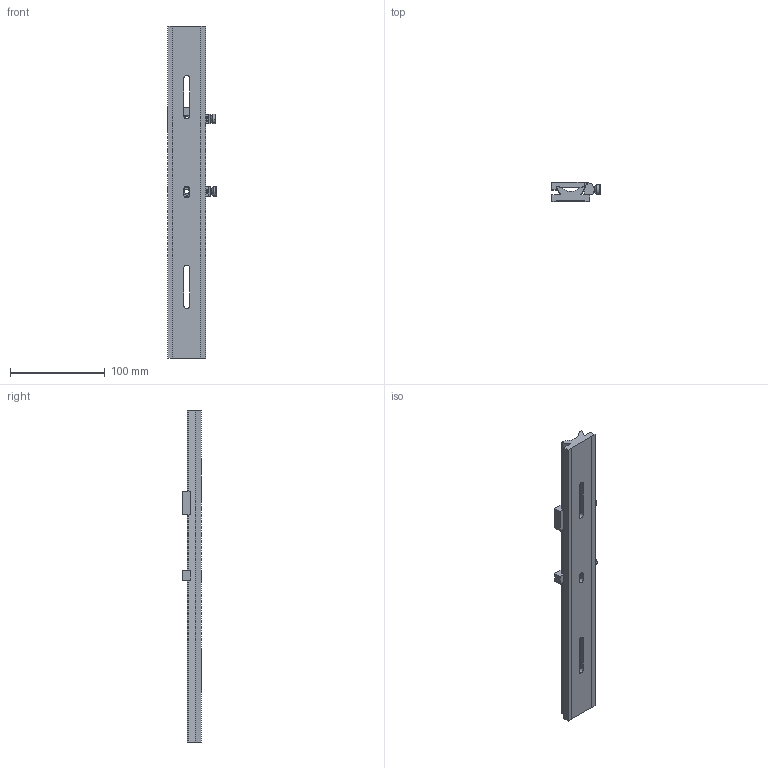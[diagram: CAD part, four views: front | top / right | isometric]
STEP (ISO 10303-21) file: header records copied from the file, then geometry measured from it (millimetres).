
FILE_DESCRIPTION (( 'STEP AP203' ), '1' );
FILE_NAME ('523571.STEP', '2024-12-13T00:59:02', ( '' ), ( '' ), 'SwSTEP 2.0', 'SolidWorks 2020', '' );
FILE_SCHEMA (( 'CONFIG_CONTROL_DESIGN' ));
Products named in the file (1): 523571
Bounding box: 51.03 x 20 x 350 mm (x, y, z)
Volume: 137249 mm3; surface area: 52985 mm2
Topology: 8 solids, 8 shells, 3355 faces, 8667 edges, 5766 vertices
Faces by surface type: plane 2601, bspline 643, cylinder 83, cone 20, torus 8
Entity records: 129858 total; most frequent: CARTESIAN_POINT 51920, ORIENTED_EDGE 17334, DIRECTION 12969, EDGE_CURVE 8667, LINE 7183, VECTOR 7183, VERTEX_POINT 5766, EDGE_LOOP 3831
